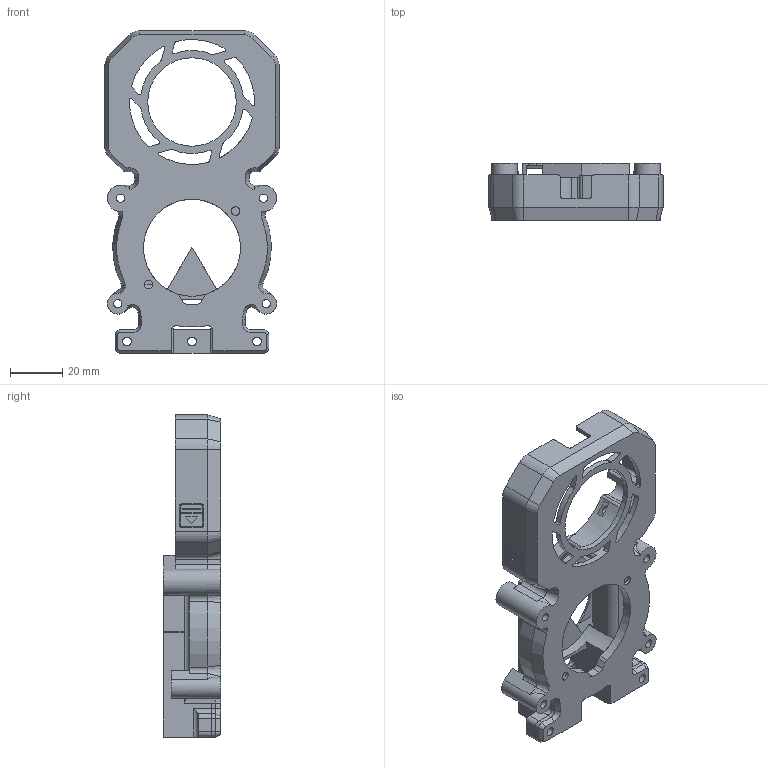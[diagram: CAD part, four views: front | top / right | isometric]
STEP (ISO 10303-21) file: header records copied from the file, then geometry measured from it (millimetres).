
FILE_DESCRIPTION(/* description */ (''),/* implementation_level */ '2;1');
FILE_NAME(/* name */ 'Breezer14_5015_Go3_40deg.step',/* time_stamp */ '2023-01-16T22:00:06+08:00',/* author */ (''),/* organization */ (''),/* preprocessor_version */ 'ST-DEVELOPER v19.2',/* originating_system */ 'Autodesk Translation Framework v11.17.0.187',/* authorisation */ '');
FILE_SCHEMA (('AUTOMOTIVE_DESIGN { 1 0 10303 214 3 1 1 }'));
Length unit declared in the file: millimetre
Products named in the file (1): Breezer14_5015_Go3_XXdeg
Bounding box: 67 x 22 x 123.83 mm (x, y, z)
Volume: 40183.4 mm3; surface area: 33443.9 mm2
Topology: 2 solids, 2 shells, 471 faces, 1298 edges, 839 vertices
Faces by surface type: plane 254, cylinder 183, cone 32, torus 2
Full cylindrical faces by diameter (mm): 3.2 x4, 3.3 x5, 3.4 x5, 10 x2, 34 x1
Entity records: 15232 total; most frequent: CARTESIAN_POINT 2756, DIRECTION 2655, ORIENTED_EDGE 2596, EDGE_CURVE 1298, AXIS2_PLACEMENT_3D 904, LINE 847, VECTOR 847, VERTEX_POINT 839
